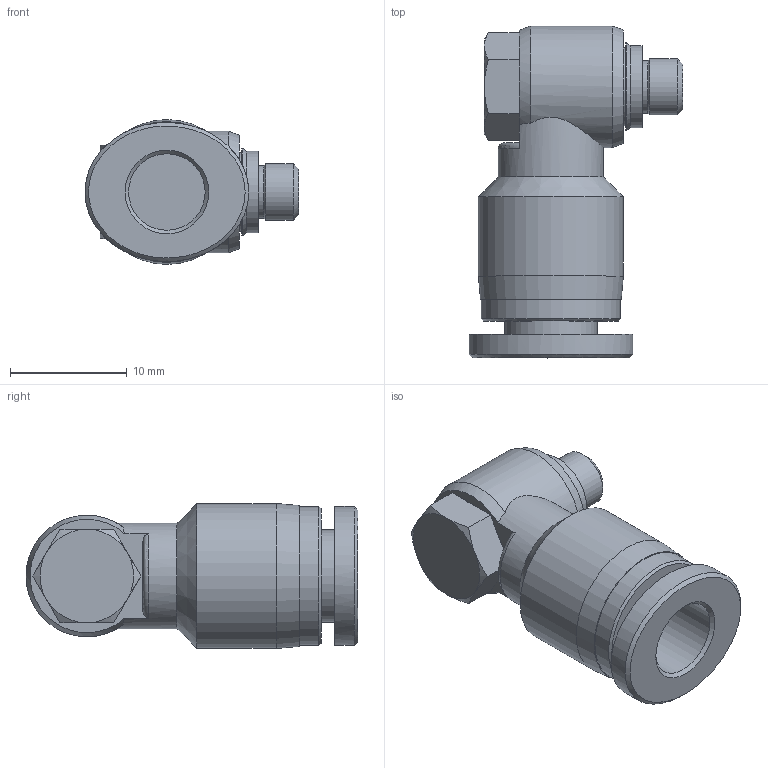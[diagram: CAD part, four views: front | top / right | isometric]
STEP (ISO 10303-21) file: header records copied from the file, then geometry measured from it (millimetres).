
FILE_DESCRIPTION((''),'2;1');
FILE_NAME('PH 1_4-U10U.stp','2016-10-12T10:08:21',('Administrator'),(''),'Autodesk Inventor 2013','Autodesk Inventor 2013','');
FILE_SCHEMA(('CONFIG_CONTROL_DESIGN'));
Length unit declared in the file: millimetre
Products named in the file (4): PH 1_4-U10U; NH BODY U10; NSE 1_4-U10 BODY; SLEEVE N1_4L
Assembly tree (3 placements, depth 2):
  PH 1_4-U10U
    NH BODY U10
    NSE 1_4-U10 BODY
    SLEEVE N1_4L
Bounding box: 18.3 x 28.4 x 12.4 mm (x, y, z)
Volume: 2703.8 mm3; surface area: 2358.4 mm2
Topology: 3 solids, 3 shells, 60 faces, 116 edges, 69 vertices
Faces by surface type: plane 27, cone 16, cylinder 13, torus 2, bspline 2
Full cylindrical faces by diameter (mm): 4.5 x1, 4.83 x1, 6.55 x2, 6.7 x1, 7 x1, 7.5 x1, 7.9 x1, 8 x1, 9 x1, 10.4 x1, 11.9 x1, 12.4 x1
Entity records: 1600 total; most frequent: CARTESIAN_POINT 402, DIRECTION 248, ORIENTED_EDGE 178, AXIS2_PLACEMENT_3D 113, EDGE_LOOP 93, EDGE_CURVE 89, VERTEX_POINT 66, FACE_OUTER_BOUND 60
